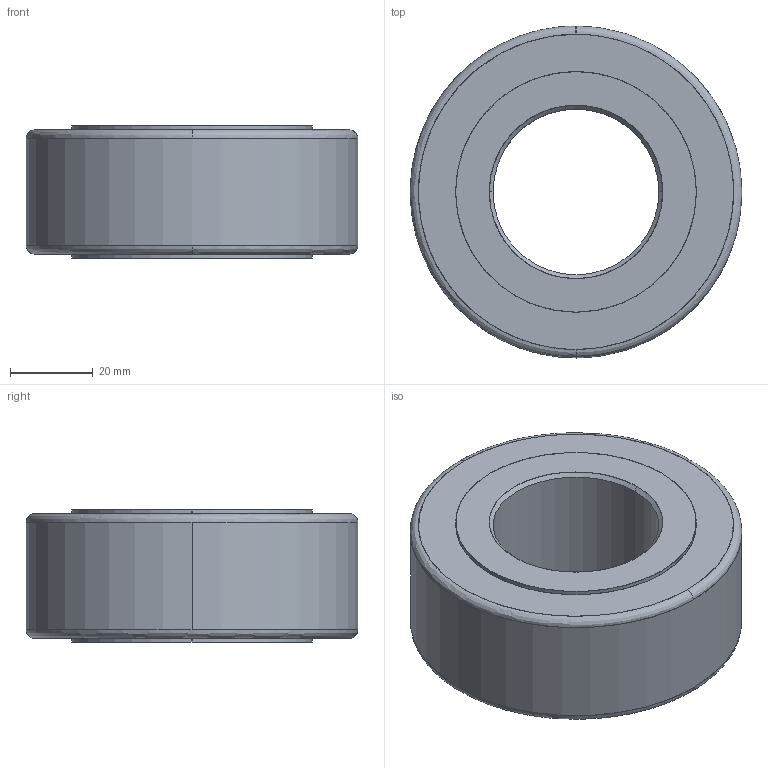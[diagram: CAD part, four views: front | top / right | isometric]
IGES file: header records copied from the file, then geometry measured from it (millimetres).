
Start section: SolidWorks IGES file using analytic representation for surfaces
Global section: file name: MCDEFAU0813435421423.igs; native system: SolidWorks 2017; preprocessor: SolidWorks 2017; author: partstream; date: 170813.043549; units: millimetre
Bounding box: 80 x 80 x 31.88 mm (x, y, z)
Surface area: 18861.6 mm2 (no closed solid volume)
Topology: 0 solids, 0 shells, 20 faces, 585 edges, 586 vertices
Faces by surface type: revolution 12, bspline 8
